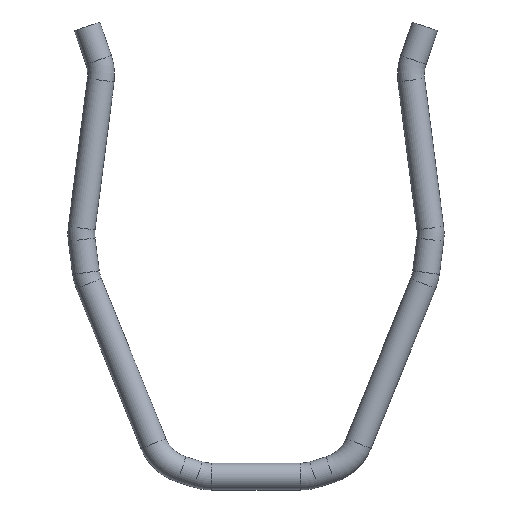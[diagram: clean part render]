
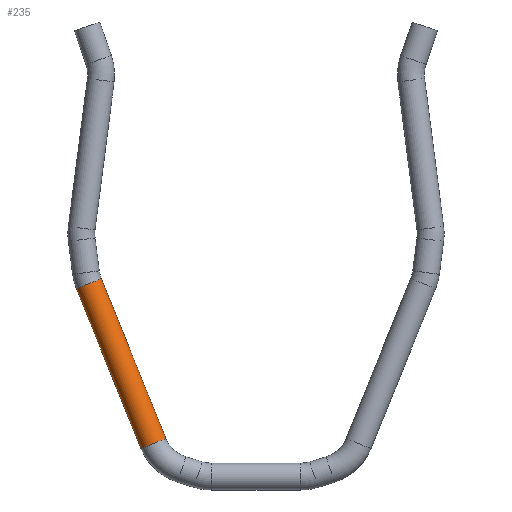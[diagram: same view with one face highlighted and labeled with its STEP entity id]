
A CAD part, top view. The second image highlights one B-rep face of the part: STEP entity #235.
In plain terms, the highlighted cylindrical face has radius 0.75 mm (diameter 1.5 mm), a partial arc.
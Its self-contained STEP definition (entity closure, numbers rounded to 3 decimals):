
#195=AXIS2_PLACEMENT_3D('Circle Axis2P3D',#193,#194,$) ;
#208=AXIS2_PLACEMENT_3D('Cylinder Axis2P3D',#205,#206,#207) ;
#219=AXIS2_PLACEMENT_3D('Circle Axis2P3D',#217,#218,$) ;
#183=CARTESIAN_POINT('Vertex',(1.864,11.812,0.75)) ;
#190=CARTESIAN_POINT('Vertex',(0.473,11.25,0.75)) ;
#193=CARTESIAN_POINT('Axis2P3D Location',(1.169,11.531,0.75)) ;
#205=CARTESIAN_POINT('Axis2P3D Location',(2.973,7.063,0.75)) ;
#210=CARTESIAN_POINT('Line Origine',(2.278,6.783,0.75)) ;
#214=CARTESIAN_POINT('Vertex',(4.083,2.315,0.75)) ;
#217=CARTESIAN_POINT('Axis2P3D Location',(4.778,2.596,0.75)) ;
#221=CARTESIAN_POINT('Vertex',(5.474,2.877,0.75)) ;
#224=CARTESIAN_POINT('Line Origine',(3.669,7.344,0.75)) ;
#194=DIRECTION('Axis2P3D Direction',(-0.375,0.927,0.)) ;
#206=DIRECTION('Axis2P3D Direction',(0.375,-0.927,0.)) ;
#207=DIRECTION('Axis2P3D XDirection',(0.927,0.375,0.)) ;
#211=DIRECTION('Vector Direction',(0.375,-0.927,0.)) ;
#218=DIRECTION('Axis2P3D Direction',(0.375,-0.927,0.)) ;
#225=DIRECTION('Vector Direction',(0.375,-0.927,0.)) ;
#212=VECTOR('Line Direction',#211,1.) ;
#226=VECTOR('Line Direction',#225,1.) ;
#230=ORIENTED_EDGE('',*,*,#197,.T.) ;
#231=ORIENTED_EDGE('',*,*,#216,.F.) ;
#232=ORIENTED_EDGE('',*,*,#223,.F.) ;
#233=ORIENTED_EDGE('',*,*,#228,.T.) ;
#235=ADVANCED_FACE('Hauptkoerper',(#234),#209,.T.) ;
#196=CIRCLE('generated circle',#195,0.75) ;
#220=CIRCLE('generated circle',#219,0.75) ;
#209=CYLINDRICAL_SURFACE('generated cylinder',#208,0.75) ;
#197=EDGE_CURVE('',#184,#191,#196,.F.) ;
#216=EDGE_CURVE('',#215,#191,#213,.F.) ;
#223=EDGE_CURVE('',#222,#215,#220,.T.) ;
#228=EDGE_CURVE('',#222,#184,#227,.F.) ;
#229=EDGE_LOOP('',(#230,#231,#232,#233)) ;
#234=FACE_OUTER_BOUND('',#229,.T.) ;
#213=LINE('Line',#210,#212) ;
#227=LINE('Line',#224,#226) ;
#184=VERTEX_POINT('',#183) ;
#191=VERTEX_POINT('',#190) ;
#215=VERTEX_POINT('',#214) ;
#222=VERTEX_POINT('',#221) ;
